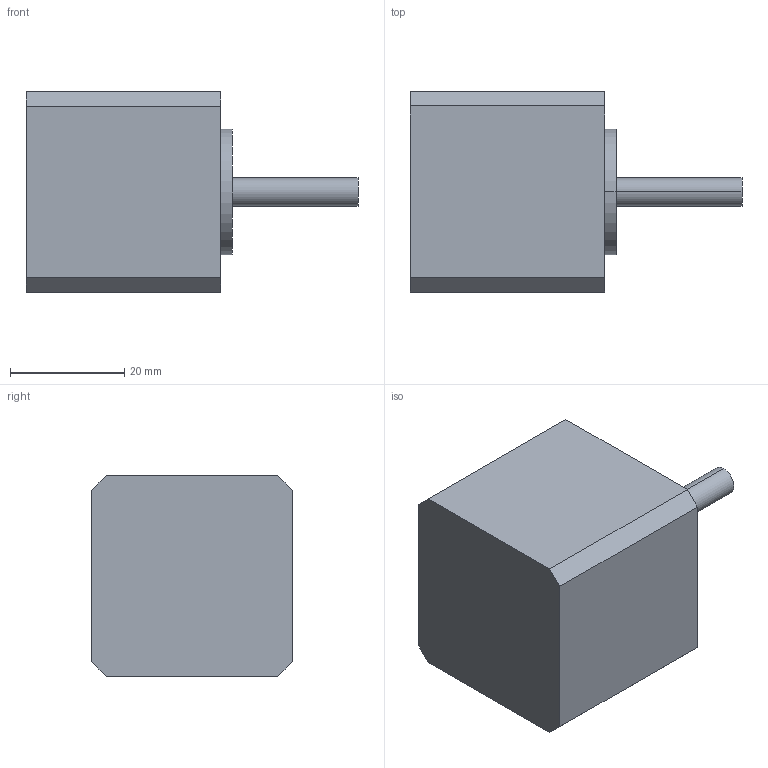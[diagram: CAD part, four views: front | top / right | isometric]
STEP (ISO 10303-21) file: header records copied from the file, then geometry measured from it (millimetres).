
FILE_DESCRIPTION (( 'STEP AP214' ), '1' );
FILE_NAME ('SteppingMotor_STEPPERONLINE_14HS13-0804S.STEP', '2023-11-05T08:03:56', ( '' ), ( '' ), 'SwSTEP 2.0', 'SolidWorks 2023', '' );
FILE_SCHEMA (( 'AUTOMOTIVE_DESIGN' ));
Length unit declared in the file: millimetre
Products named in the file (1): SteppingMotor_STEPPERONLINE_14HS13-0804S
Bounding box: 58 x 35 x 35 mm (x, y, z)
Volume: 42274.9 mm3; surface area: 7692.8 mm2
Topology: 1 solids, 1 shells, 32 faces, 76 edges, 44 vertices
Faces by surface type: cylinder 12, plane 12, cone 8
Entity records: 975 total; most frequent: DIRECTION 158, CARTESIAN_POINT 145, ORIENTED_EDGE 136, EDGE_CURVE 68, AXIS2_PLACEMENT_3D 57, VERTEX_POINT 44, VECTOR 44, LINE 44
